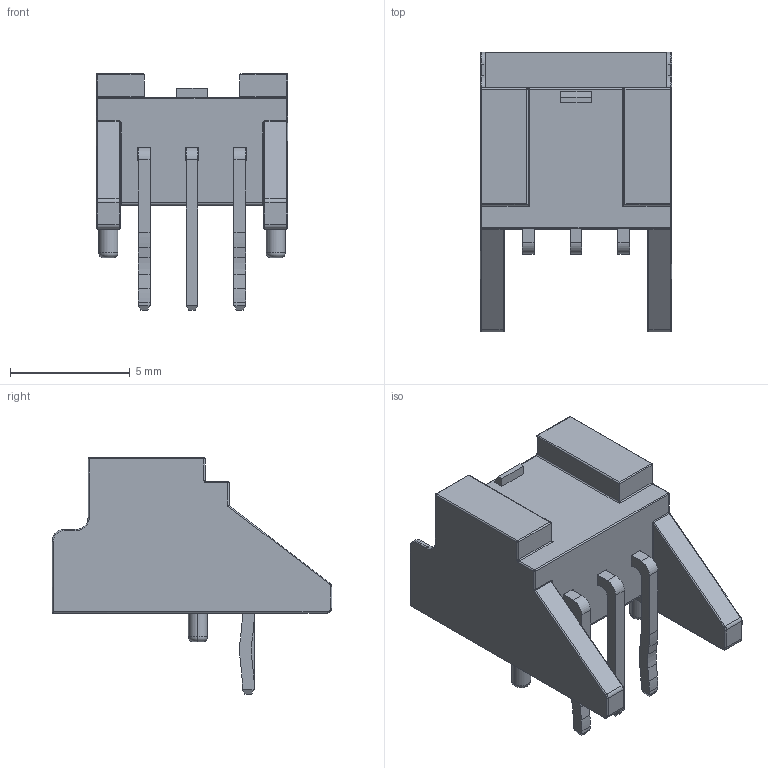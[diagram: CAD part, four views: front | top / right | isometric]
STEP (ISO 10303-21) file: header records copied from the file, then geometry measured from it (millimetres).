
FILE_DESCRIPTION (( 'STEP AP214' ), '1' );
FILE_NAME ('CONN-TH_S03B-PASK-2-LF-SN.step', '2022-08-02T19:04:31', ( '' ), ( '' ), 'SwSTEP 2.0', 'SolidWorks 2020', '' );
FILE_SCHEMA (( 'AUTOMOTIVE_DESIGN' ));
Length unit declared in the file: millimetre
Products named in the file (1): CONN-TH_S03B-PASK-2-LF-SN
Bounding box: 8 x 11.7 x 9.9 mm (x, y, z)
Volume: 129.8 mm3; surface area: 590.8 mm2
Topology: 17 solids, 17 shells, 517 faces, 1319 edges, 834 vertices
Faces by surface type: plane 289, bspline 118, cylinder 80, torus 22, sphere 8
Entity records: 22496 total; most frequent: CARTESIAN_POINT 4925, ORIENTED_EDGE 2614, DIRECTION 2019, EDGE_CURVE 1307, LINE 899, VECTOR 899, VERTEX_POINT 834, AXIS2_PLACEMENT_3D 560
